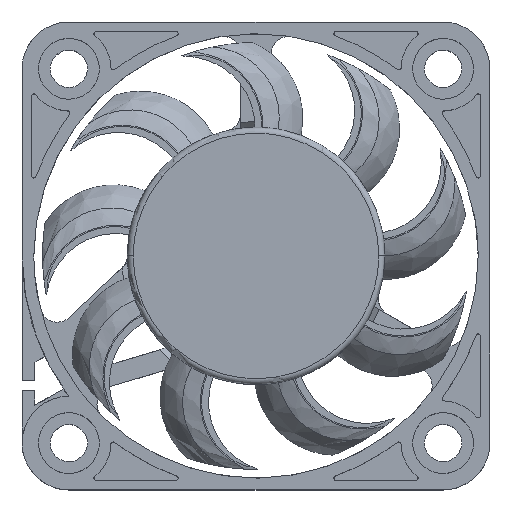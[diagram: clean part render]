
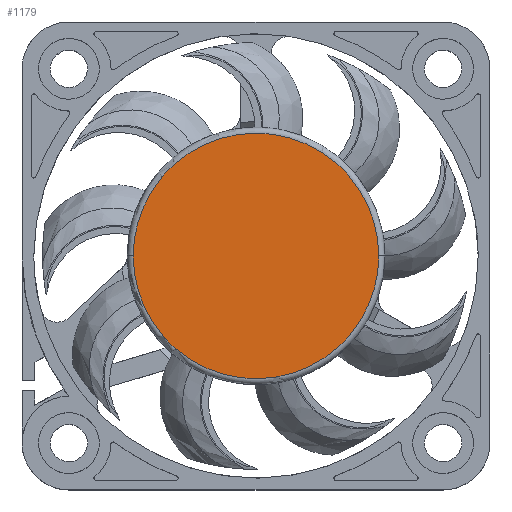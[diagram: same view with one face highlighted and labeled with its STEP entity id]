
A CAD part, top view. The second image highlights one B-rep face of the part: STEP entity #1179.
In plain terms, the highlighted planar face has unit normal (0, 0, 1).
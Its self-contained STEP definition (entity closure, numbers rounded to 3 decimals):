
#941=B_SPLINE_CURVE_WITH_KNOTS('',3,(#7908,#7909,#7910,#7911,#7912,#7913,
#7914,#7915,#7916,#7917),.UNSPECIFIED.,.F.,.F.,(4,2,2,2,4),(0.,0.25,0.5,
0.75,1.),.UNSPECIFIED.);
#947=B_SPLINE_CURVE_WITH_KNOTS('',3,(#7940,#7941,#7942,#7943,#7944,#7945,
#7946,#7947,#7948,#7949),.UNSPECIFIED.,.F.,.F.,(4,2,2,2,4),(0.,0.25,0.5,
0.75,1.),.UNSPECIFIED.);
#1179=ADVANCED_FACE('',(#1441),#1286,.T.);
#1286=PLANE('',#3981);
#1441=FACE_OUTER_BOUND('',#1672,.T.);
#1672=EDGE_LOOP('',(#2644,#2645));
#2644=ORIENTED_EDGE('',*,*,#3742,.T.);
#2645=ORIENTED_EDGE('',*,*,#3736,.T.);
#3210=VERTEX_POINT('',#7907);
#3211=VERTEX_POINT('',#7918);
#3736=EDGE_CURVE('',#3211,#3210,#941,.T.);
#3742=EDGE_CURVE('',#3210,#3211,#947,.T.);
#3981=AXIS2_PLACEMENT_3D('',#7951,#4484,#4485);
#4484=DIRECTION('',(0.,0.,1.));
#4485=DIRECTION('',(1.,0.,0.));
#7907=CARTESIAN_POINT('',(-10.5,0.,6.3));
#7908=CARTESIAN_POINT('',(10.5,0.,6.3));
#7909=CARTESIAN_POINT('',(10.502,2.749,6.3));
#7910=CARTESIAN_POINT('',(9.368,5.481,6.3));
#7911=CARTESIAN_POINT('',(5.481,9.368,6.3));
#7912=CARTESIAN_POINT('',(2.749,10.5,6.3));
#7913=CARTESIAN_POINT('',(-2.749,10.5,6.3));
#7914=CARTESIAN_POINT('',(-5.481,9.368,6.3));
#7915=CARTESIAN_POINT('',(-9.368,5.481,6.3));
#7916=CARTESIAN_POINT('',(-10.502,2.749,6.3));
#7917=CARTESIAN_POINT('',(-10.5,0.,6.3));
#7918=CARTESIAN_POINT('',(10.5,0.,6.3));
#7940=CARTESIAN_POINT('',(-10.5,0.,6.3));
#7941=CARTESIAN_POINT('',(-10.502,-2.749,6.3));
#7942=CARTESIAN_POINT('',(-9.368,-5.481,6.3));
#7943=CARTESIAN_POINT('',(-5.481,-9.368,6.3));
#7944=CARTESIAN_POINT('',(-2.749,-10.5,6.3));
#7945=CARTESIAN_POINT('',(2.749,-10.5,6.3));
#7946=CARTESIAN_POINT('',(5.481,-9.368,6.3));
#7947=CARTESIAN_POINT('',(9.368,-5.481,6.3));
#7948=CARTESIAN_POINT('',(10.502,-2.749,6.3));
#7949=CARTESIAN_POINT('',(10.5,0.,6.3));
#7951=CARTESIAN_POINT('',(0.,0.,6.3));
